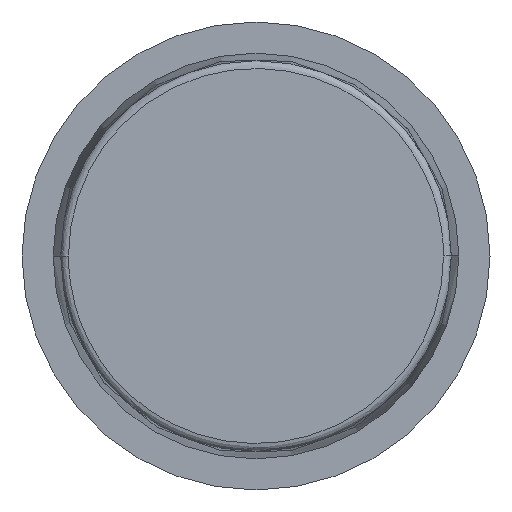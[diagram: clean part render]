
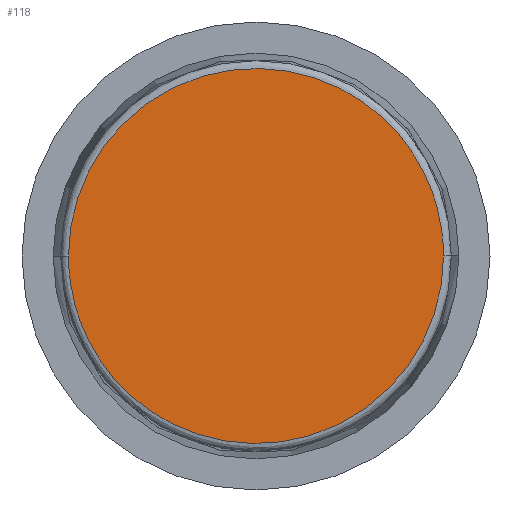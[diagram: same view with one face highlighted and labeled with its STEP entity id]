
A CAD part, left-side view. The second image highlights one B-rep face of the part: STEP entity #118.
In plain terms, the highlighted planar face has unit normal (-1, 0, 0).
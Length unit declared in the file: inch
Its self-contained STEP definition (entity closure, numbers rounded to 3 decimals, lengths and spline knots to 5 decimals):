
#118 = ADVANCED_FACE ( 'NONE', ( #775 ), #785, .F. ) ;
#123 = VERTEX_POINT ( 'NONE', #1284 ) ;
#180 = DIRECTION ( 'NONE',  ( 0., 1., 0. ) ) ;
#222 = CARTESIAN_POINT ( 'NONE',  ( -0.19685, -0.18929, 0. ) ) ;
#227 = CARTESIAN_POINT ( 'NONE',  ( -0.19685, -0.18929, 0.37857 ) ) ;
#312 = CARTESIAN_POINT ( 'NONE',  ( -0.19685, -0.18929, -0.37857 ) ) ;
#461 = EDGE_CURVE ( 'NONE', #123, #552, #1510, .T. ) ;
#545 = CARTESIAN_POINT ( 'NONE',  ( -0.19685, 0.18929, 0.37857 ) ) ;
#552 = VERTEX_POINT ( 'NONE', #1406 ) ;
#623 = CARTESIAN_POINT ( 'NONE',  ( -0.19685, -0.18929, 0. ) ) ;
#775 = FACE_OUTER_BOUND ( 'NONE', #1269, .T. ) ;
#785 = PLANE ( 'NONE',  #1423 ) ;
#793 = CARTESIAN_POINT ( 'NONE',  ( -0.19685, 0., 0. ) ) ;
#896 =( BOUNDED_CURVE ( )  B_SPLINE_CURVE ( 3, ( #1615, #545, #227, #222 ),
 .UNSPECIFIED., .F., .F. ) 
 B_SPLINE_CURVE_WITH_KNOTS ( ( 4, 4 ),
 ( 0., 0.5 ),
 .UNSPECIFIED. ) 
 CURVE ( )  GEOMETRIC_REPRESENTATION_ITEM ( )  RATIONAL_B_SPLINE_CURVE ( ( 1., 0.333, 0.333, 1. ) ) 
 REPRESENTATION_ITEM ( '' )  );
#950 = CARTESIAN_POINT ( 'NONE',  ( -0.19685, 0.18929, -0.37857 ) ) ;
#1093 = EDGE_CURVE ( 'NONE', #552, #123, #896, .T. ) ;
#1269 = EDGE_LOOP ( 'NONE', ( #1445, #1883 ) ) ;
#1284 = CARTESIAN_POINT ( 'NONE',  ( -0.19685, -0.18929, 0. ) ) ;
#1406 = CARTESIAN_POINT ( 'NONE',  ( -0.19685, 0.18929, 0. ) ) ;
#1417 = DIRECTION ( 'NONE',  ( 1., 0., 0. ) ) ;
#1423 = AXIS2_PLACEMENT_3D ( 'NONE', #793, #1417, #180 ) ;
#1445 = ORIENTED_EDGE ( 'NONE', *, *, #1093, .F. ) ;
#1510 =( BOUNDED_CURVE ( )  B_SPLINE_CURVE ( 3, ( #623, #312, #950, #1873 ),
 .UNSPECIFIED., .F., .T. ) 
 B_SPLINE_CURVE_WITH_KNOTS ( ( 4, 4 ),
 ( 0.5, 1. ),
 .UNSPECIFIED. ) 
 CURVE ( )  GEOMETRIC_REPRESENTATION_ITEM ( )  RATIONAL_B_SPLINE_CURVE ( ( 1., 0.333, 0.333, 1. ) ) 
 REPRESENTATION_ITEM ( '' )  );
#1615 = CARTESIAN_POINT ( 'NONE',  ( -0.19685, 0.18929, 0. ) ) ;
#1873 = CARTESIAN_POINT ( 'NONE',  ( -0.19685, 0.18929, 0. ) ) ;
#1883 = ORIENTED_EDGE ( 'NONE', *, *, #461, .F. ) ;
